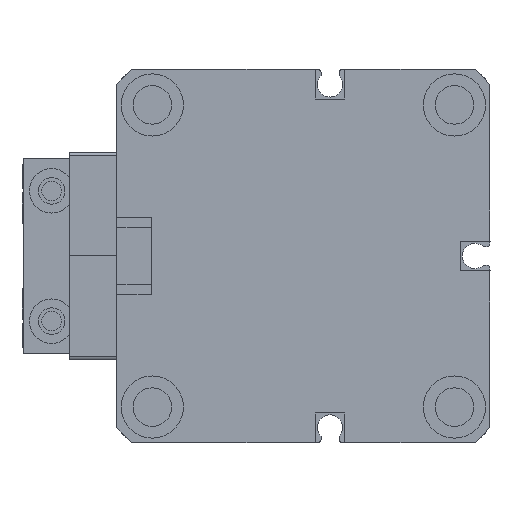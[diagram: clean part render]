
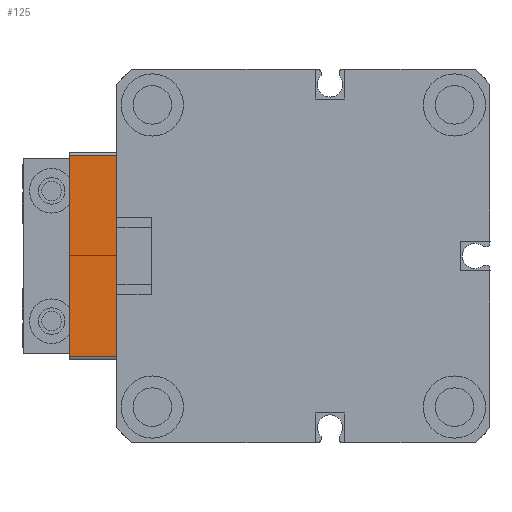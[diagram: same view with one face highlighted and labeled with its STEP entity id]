
A CAD part, left-side view. The second image highlights one B-rep face of the part: STEP entity #125.
In plain terms, the highlighted planar face has unit normal (-1, 0, 0).
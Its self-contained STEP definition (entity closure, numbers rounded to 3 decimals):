
#125 = ADVANCED_FACE ( 'NONE', ( #2190 ), #8740, .F. ) ;
#2190 = FACE_OUTER_BOUND ( 'NONE', #3762, .T. ) ;
#2660 = EDGE_CURVE ( 'NONE', #11654, #11505, #8031, .T. ) ;
#2667 = EDGE_CURVE ( 'NONE', #11686, #11505, #8043, .T. ) ;
#2668 = EDGE_CURVE ( 'NONE', #11484, #11654, #8045, .T. ) ;
#2699 = EDGE_CURVE ( 'NONE', #11484, #11686, #8086, .T. ) ;
#3630 = AXIS2_PLACEMENT_3D ( 'NONE', #8741, #8738, #8737 ) ;
#3762 = EDGE_LOOP ( 'NONE', ( #9592, #9590, #9586, #9557 ) ) ;
#5058 = DIRECTION ( 'NONE',  ( 0., -1., 0. ) ) ;
#5059 = CARTESIAN_POINT ( 'NONE',  ( 112.5, -642.346, 8. ) ) ;
#5146 = DIRECTION ( 'NONE',  ( 0., 0., -1. ) ) ;
#5149 = CARTESIAN_POINT ( 'NONE',  ( 112.5, -608.346, 8. ) ) ;
#5154 = DIRECTION ( 'NONE',  ( 0., 0., -1. ) ) ;
#5163 = CARTESIAN_POINT ( 'NONE',  ( 112.5, -642.346, 8. ) ) ;
#5174 = DIRECTION ( 'NONE',  ( 0., -1., 0. ) ) ;
#5184 = CARTESIAN_POINT ( 'NONE',  ( 112.5, -642.346, 0. ) ) ;
#8023 = VECTOR ( 'NONE', #5174, 1000. ) ;
#8031 = LINE ( 'NONE', #5184, #8023 ) ;
#8041 = VECTOR ( 'NONE', #5154, 1000. ) ;
#8043 = LINE ( 'NONE', #5163, #8041 ) ;
#8045 = LINE ( 'NONE', #5149, #8046 ) ;
#8046 = VECTOR ( 'NONE', #5146, 1000. ) ;
#8086 = LINE ( 'NONE', #5059, #8091 ) ;
#8091 = VECTOR ( 'NONE', #5058, 1000. ) ;
#8737 = DIRECTION ( 'NONE',  ( 0., 0., -1. ) ) ;
#8738 = DIRECTION ( 'NONE',  ( 1., 0., 0. ) ) ;
#8740 = PLANE ( 'NONE',  #3630 ) ;
#8741 = CARTESIAN_POINT ( 'NONE',  ( 112.5, -642.346, 8. ) ) ;
#9557 = ORIENTED_EDGE ( 'NONE', *, *, #2668, .T. ) ;
#9586 = ORIENTED_EDGE ( 'NONE', *, *, #2699, .F. ) ;
#9590 = ORIENTED_EDGE ( 'NONE', *, *, #2667, .F. ) ;
#9592 = ORIENTED_EDGE ( 'NONE', *, *, #2660, .T. ) ;
#10499 = CARTESIAN_POINT ( 'NONE',  ( 112.5, -608.346, 8. ) ) ;
#10504 = CARTESIAN_POINT ( 'NONE',  ( 112.5, -642.346, 0. ) ) ;
#10590 = CARTESIAN_POINT ( 'NONE',  ( 112.5, -608.346, 0. ) ) ;
#10616 = CARTESIAN_POINT ( 'NONE',  ( 112.5, -642.346, 8. ) ) ;
#11484 = VERTEX_POINT ( 'NONE', #10499 ) ;
#11505 = VERTEX_POINT ( 'NONE', #10504 ) ;
#11654 = VERTEX_POINT ( 'NONE', #10590 ) ;
#11686 = VERTEX_POINT ( 'NONE', #10616 ) ;
